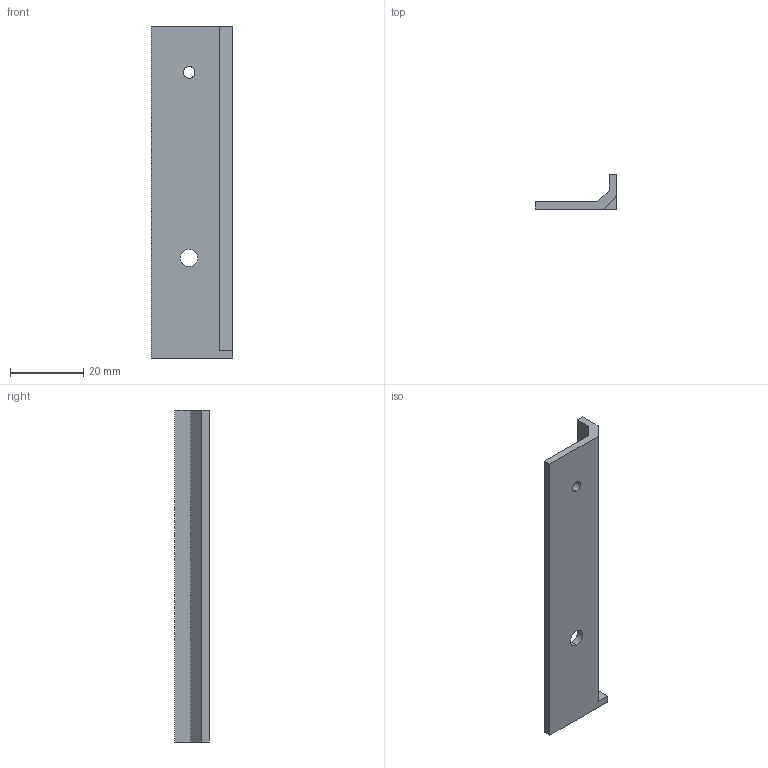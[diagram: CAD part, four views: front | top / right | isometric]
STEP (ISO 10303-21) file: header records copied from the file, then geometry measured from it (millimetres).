
FILE_DESCRIPTION (( 'STEP AP214' ), '1' );
FILE_NAME ('TMPLT-FIN-BRKT-1X1-FWD.STEP', '2024-08-17T20:36:11', ( '' ), ( '' ), 'SwSTEP 2.0', 'SolidWorks 2022', '' );
FILE_SCHEMA (( 'AUTOMOTIVE_DESIGN' ));
Length unit declared in the file: inch
Products named in the file (1): TMPLT-FIN-BRKT-1X1-FWD
Bounding box: 22.23 x 9.53 x 90.93 mm (x, y, z)
Volume: 5281.1 mm3; surface area: 5622.2 mm2
Topology: 1 solids, 1 shells, 160 faces, 432 edges, 288 vertices
Faces by surface type: plane 81, bspline 75, cylinder 4
Entity records: 8418 total; most frequent: CARTESIAN_POINT 4852, ORIENTED_EDGE 864, DIRECTION 462, EDGE_CURVE 432, VERTEX_POINT 288, VECTOR 274, LINE 274, EDGE_LOOP 178
